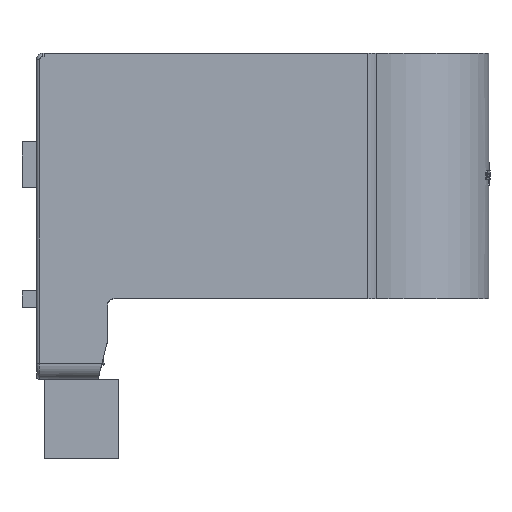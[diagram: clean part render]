
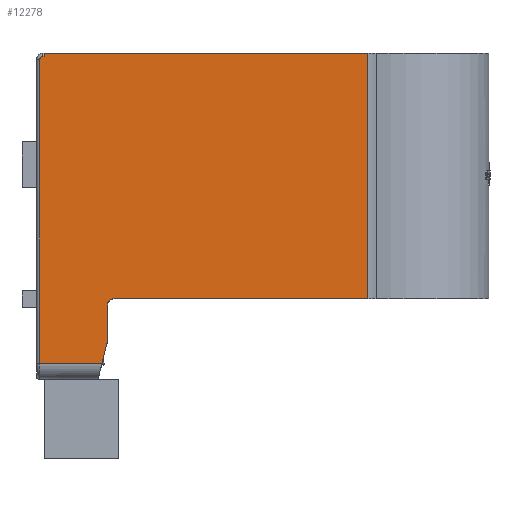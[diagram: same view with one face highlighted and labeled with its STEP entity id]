
A CAD part, top view. The second image highlights one B-rep face of the part: STEP entity #12278.
In plain terms, the highlighted planar face has unit normal (0, 0, 1).
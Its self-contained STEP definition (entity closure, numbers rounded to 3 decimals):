
#97 = DIRECTION ( 'NONE',  ( 0., 1., 0. ) ) ;
#113 = CIRCLE ( 'NONE', #10805, 1. ) ;
#270 = CARTESIAN_POINT ( 'NONE',  ( 16., -50.261, 0. ) ) ;
#1068 = DIRECTION ( 'NONE',  ( -1., 0., 0. ) ) ;
#1561 = EDGE_CURVE ( 'NONE', #5584, #10643, #2781, .T. ) ;
#1622 = CARTESIAN_POINT ( 'NONE',  ( 22., -36.5, 0. ) ) ;
#1731 = CARTESIAN_POINT ( 'NONE',  ( 1., -58., 0. ) ) ;
#2100 = EDGE_CURVE ( 'NONE', #5584, #16452, #15341, .T. ) ;
#2155 = FACE_OUTER_BOUND ( 'NONE', #19298, .T. ) ;
#2505 = CARTESIAN_POINT ( 'NONE',  ( 2.5, -58., 0. ) ) ;
#2781 = LINE ( 'NONE', #4048, #19484 ) ;
#2793 = CARTESIAN_POINT ( 'NONE',  ( 2.5, 38., 0. ) ) ;
#2894 = VERTEX_POINT ( 'NONE', #10518 ) ;
#3060 = VERTEX_POINT ( 'NONE', #1731 ) ;
#3584 = VECTOR ( 'NONE', #7974, 1000. ) ;
#3650 = CIRCLE ( 'NONE', #20402, 2. ) ;
#3691 = EDGE_CURVE ( 'NONE', #3060, #6710, #17100, .T. ) ;
#3734 = DIRECTION ( 'NONE',  ( 0., 0., -1. ) ) ;
#3907 = ORIENTED_EDGE ( 'NONE', *, *, #6434, .F. ) ;
#4048 = CARTESIAN_POINT ( 'NONE',  ( 102.556, 38., 0. ) ) ;
#4080 = DIRECTION ( 'NONE',  ( 1., 0., 0. ) ) ;
#4125 = VERTEX_POINT ( 'NONE', #2793 ) ;
#4173 = DIRECTION ( 'NONE',  ( 0., 1., 0. ) ) ;
#4429 = VECTOR ( 'NONE', #15951, 1000. ) ;
#4553 = ORIENTED_EDGE ( 'NONE', *, *, #3691, .T. ) ;
#4769 = CARTESIAN_POINT ( 'NONE',  ( 24., -38., 0. ) ) ;
#5584 = VERTEX_POINT ( 'NONE', #16685 ) ;
#5592 = CARTESIAN_POINT ( 'NONE',  ( 24., -40., 0. ) ) ;
#5771 = CARTESIAN_POINT ( 'NONE',  ( 104.359, -38., 0. ) ) ;
#6345 = DIRECTION ( 'NONE',  ( -1., 0., 0. ) ) ;
#6423 = ORIENTED_EDGE ( 'NONE', *, *, #17111, .F. ) ;
#6434 = EDGE_CURVE ( 'NONE', #12913, #9770, #12730, .T. ) ;
#6710 = VERTEX_POINT ( 'NONE', #11130 ) ;
#6967 = ORIENTED_EDGE ( 'NONE', *, *, #7283, .T. ) ;
#7070 = EDGE_CURVE ( 'NONE', #2894, #3060, #11209, .T. ) ;
#7283 = EDGE_CURVE ( 'NONE', #12908, #2894, #113, .T. ) ;
#7750 = ORIENTED_EDGE ( 'NONE', *, *, #7070, .T. ) ;
#7974 = DIRECTION ( 'NONE',  ( -1., 0., 0. ) ) ;
#8131 = DIRECTION ( 'NONE',  ( -1., 0., 0. ) ) ;
#8178 = CARTESIAN_POINT ( 'NONE',  ( 21.821, -51.717, 0. ) ) ;
#8397 = VECTOR ( 'NONE', #4080, 1000. ) ;
#8414 = VECTOR ( 'NONE', #1068, 1000. ) ;
#9166 = DIRECTION ( 'NONE',  ( 0., 1., 0. ) ) ;
#9438 = EDGE_CURVE ( 'NONE', #6710, #18024, #18864, .T. ) ;
#9654 = CARTESIAN_POINT ( 'NONE',  ( 2., 36., 0. ) ) ;
#9770 = VERTEX_POINT ( 'NONE', #12317 ) ;
#9854 = ORIENTED_EDGE ( 'NONE', *, *, #15188, .T. ) ;
#10002 = EDGE_CURVE ( 'NONE', #18024, #9770, #10301, .T. ) ;
#10301 = CIRCLE ( 'NONE', #14693, 6. ) ;
#10518 = CARTESIAN_POINT ( 'NONE',  ( 1., 36., 0. ) ) ;
#10605 = DIRECTION ( 'NONE',  ( -1., 0., 0. ) ) ;
#10643 = VERTEX_POINT ( 'NONE', #11466 ) ;
#10805 = AXIS2_PLACEMENT_3D ( 'NONE', #9654, #12708, #15770 ) ;
#11010 = LINE ( 'NONE', #18994, #3584 ) ;
#11130 = CARTESIAN_POINT ( 'NONE',  ( 20.25, -58., 0. ) ) ;
#11209 = LINE ( 'NONE', #12684, #4429 ) ;
#11466 = CARTESIAN_POINT ( 'NONE',  ( 102.556, 38., 0. ) ) ;
#11523 = EDGE_CURVE ( 'NONE', #12913, #16452, #3650, .T. ) ;
#11815 = VECTOR ( 'NONE', #14741, 1000. ) ;
#11913 = VECTOR ( 'NONE', #6345, 1000. ) ;
#12233 = ORIENTED_EDGE ( 'NONE', *, *, #9438, .T. ) ;
#12278 = ADVANCED_FACE ( 'NONE', ( #2155 ), #19409, .F. ) ;
#12317 = CARTESIAN_POINT ( 'NONE',  ( 22., -50.261, 0. ) ) ;
#12684 = CARTESIAN_POINT ( 'NONE',  ( 1., 38., 0. ) ) ;
#12708 = DIRECTION ( 'NONE',  ( 0., 0., 1. ) ) ;
#12730 = LINE ( 'NONE', #1622, #11815 ) ;
#12767 = DIRECTION ( 'NONE',  ( 0.243, 0.97, 0. ) ) ;
#12908 = VERTEX_POINT ( 'NONE', #14328 ) ;
#12913 = VERTEX_POINT ( 'NONE', #15692 ) ;
#12945 = LINE ( 'NONE', #20737, #11913 ) ;
#12990 = VECTOR ( 'NONE', #4173, 1000. ) ;
#13481 = DIRECTION ( 'NONE',  ( 0., 0., -1. ) ) ;
#13483 = CARTESIAN_POINT ( 'NONE',  ( 2.5, 38., 0. ) ) ;
#13707 = AXIS2_PLACEMENT_3D ( 'NONE', #13483, #3734, #97 ) ;
#13858 = EDGE_CURVE ( 'NONE', #18629, #12908, #12945, .T. ) ;
#14253 = CARTESIAN_POINT ( 'NONE',  ( 22., -51., 0. ) ) ;
#14328 = CARTESIAN_POINT ( 'NONE',  ( 2., 37., 0. ) ) ;
#14693 = AXIS2_PLACEMENT_3D ( 'NONE', #270, #14865, #8131 ) ;
#14717 = ORIENTED_EDGE ( 'NONE', *, *, #1561, .T. ) ;
#14741 = DIRECTION ( 'NONE',  ( 0., -1., 0. ) ) ;
#14865 = DIRECTION ( 'NONE',  ( 0., 0., 1. ) ) ;
#15087 = ORIENTED_EDGE ( 'NONE', *, *, #10002, .T. ) ;
#15188 = EDGE_CURVE ( 'NONE', #10643, #4125, #11010, .T. ) ;
#15341 = LINE ( 'NONE', #5771, #8414 ) ;
#15492 = ORIENTED_EDGE ( 'NONE', *, *, #2100, .F. ) ;
#15692 = CARTESIAN_POINT ( 'NONE',  ( 22., -40., 0. ) ) ;
#15720 = VECTOR ( 'NONE', #12767, 1000. ) ;
#15770 = DIRECTION ( 'NONE',  ( 0., 1., 0. ) ) ;
#15951 = DIRECTION ( 'NONE',  ( 0., -1., 0. ) ) ;
#16452 = VERTEX_POINT ( 'NONE', #4769 ) ;
#16685 = CARTESIAN_POINT ( 'NONE',  ( 102.556, -38., 0. ) ) ;
#16692 = ORIENTED_EDGE ( 'NONE', *, *, #13858, .T. ) ;
#16896 = LINE ( 'NONE', #18573, #12990 ) ;
#17100 = LINE ( 'NONE', #2505, #8397 ) ;
#17111 = EDGE_CURVE ( 'NONE', #18629, #4125, #16896, .T. ) ;
#18024 = VERTEX_POINT ( 'NONE', #8178 ) ;
#18573 = CARTESIAN_POINT ( 'NONE',  ( 2.5, -38., 0. ) ) ;
#18629 = VERTEX_POINT ( 'NONE', #18817 ) ;
#18768 = ORIENTED_EDGE ( 'NONE', *, *, #11523, .T. ) ;
#18817 = CARTESIAN_POINT ( 'NONE',  ( 2.5, 37., 0. ) ) ;
#18864 = LINE ( 'NONE', #14253, #15720 ) ;
#18994 = CARTESIAN_POINT ( 'NONE',  ( 104.359, 38., 0. ) ) ;
#19298 = EDGE_LOOP ( 'NONE', ( #4553, #12233, #15087, #3907, #18768, #15492, #14717, #9854, #6423, #16692, #6967, #7750 ) ) ;
#19409 = PLANE ( 'NONE',  #13707 ) ;
#19484 = VECTOR ( 'NONE', #9166, 1000. ) ;
#20402 = AXIS2_PLACEMENT_3D ( 'NONE', #5592, #13481, #10605 ) ;
#20737 = CARTESIAN_POINT ( 'NONE',  ( 2.5, 37., 0. ) ) ;
